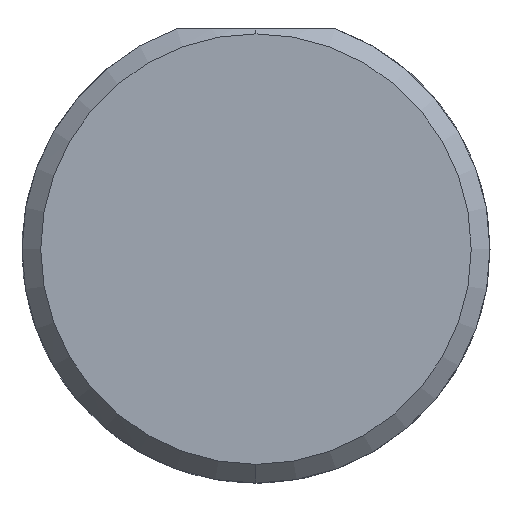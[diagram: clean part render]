
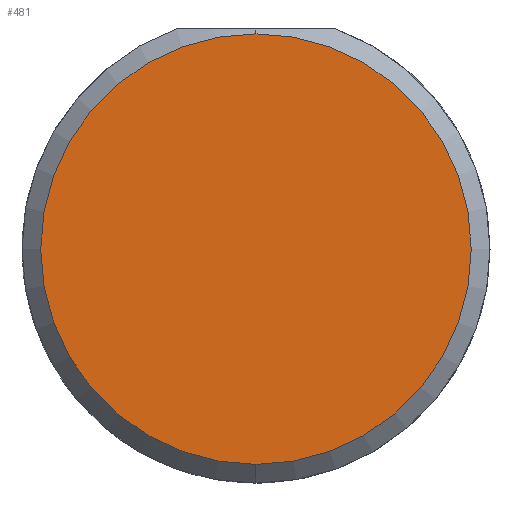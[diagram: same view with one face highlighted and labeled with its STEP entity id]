
A CAD part, left-side view. The second image highlights one B-rep face of the part: STEP entity #481.
In plain terms, the highlighted planar face has unit normal (-1, 0, 0).
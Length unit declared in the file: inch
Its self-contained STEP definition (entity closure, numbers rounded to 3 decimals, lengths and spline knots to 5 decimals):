
#2 = CARTESIAN_POINT ( 'NONE',  ( 0., 0., 0. ) ) ;
#6 = VERTEX_POINT ( 'NONE', #572 ) ;
#112 = AXIS2_PLACEMENT_3D ( 'NONE', #588, #290, #133 ) ;
#133 = DIRECTION ( 'NONE',  ( 0., 0., -1. ) ) ;
#144 = CARTESIAN_POINT ( 'NONE',  ( 0., 0., 0.17235 ) ) ;
#182 = EDGE_CURVE ( 'NONE', #6, #197, #711, .T. ) ;
#185 = CIRCLE ( 'NONE', #234, 0.17235 ) ;
#192 = FACE_OUTER_BOUND ( 'NONE', #926, .T. ) ;
#197 = VERTEX_POINT ( 'NONE', #144 ) ;
#234 = AXIS2_PLACEMENT_3D ( 'NONE', #2, #603, #757 ) ;
#269 = PLANE ( 'NONE',  #562 ) ;
#290 = DIRECTION ( 'NONE',  ( -1., 0., 0. ) ) ;
#355 = ORIENTED_EDGE ( 'NONE', *, *, #182, .T. ) ;
#481 = ADVANCED_FACE ( 'NONE', ( #192 ), #269, .F. ) ;
#540 = EDGE_CURVE ( 'NONE', #197, #6, #185, .T. ) ;
#562 = AXIS2_PLACEMENT_3D ( 'NONE', #728, #584, #944 ) ;
#572 = CARTESIAN_POINT ( 'NONE',  ( 0., 0., -0.17235 ) ) ;
#584 = DIRECTION ( 'NONE',  ( 1., 0., 0. ) ) ;
#588 = CARTESIAN_POINT ( 'NONE',  ( 0., 0., 0. ) ) ;
#603 = DIRECTION ( 'NONE',  ( -1., 0., 0. ) ) ;
#696 = ORIENTED_EDGE ( 'NONE', *, *, #540, .T. ) ;
#711 = CIRCLE ( 'NONE', #112, 0.17235 ) ;
#728 = CARTESIAN_POINT ( 'NONE',  ( 0., 0., 0. ) ) ;
#757 = DIRECTION ( 'NONE',  ( 0., 0., -1. ) ) ;
#926 = EDGE_LOOP ( 'NONE', ( #355, #696 ) ) ;
#944 = DIRECTION ( 'NONE',  ( 0., 0., -1. ) ) ;
